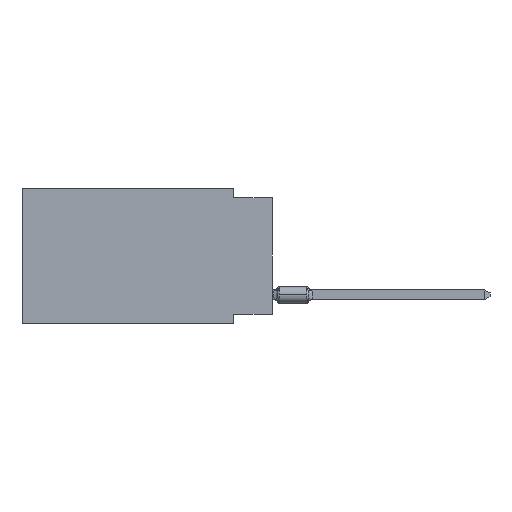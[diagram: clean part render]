
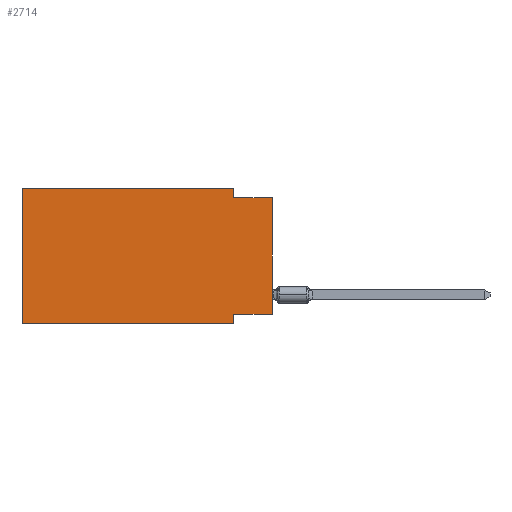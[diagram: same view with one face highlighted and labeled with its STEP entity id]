
A CAD part, left-side view. The second image highlights one B-rep face of the part: STEP entity #2714.
In plain terms, the highlighted planar face has unit normal (-1, 0, 0).
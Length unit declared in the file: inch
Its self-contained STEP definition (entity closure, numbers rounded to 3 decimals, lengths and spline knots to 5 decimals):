
#360 = CARTESIAN_POINT ( 'NONE',  ( 0., 0.1, 0. ) ) ;
#705 = EDGE_CURVE ( 'NONE', #20158, #6343, #15755, .T. ) ;
#922 = CARTESIAN_POINT ( 'NONE',  ( 0., 0.1, -0.35 ) ) ;
#1245 = DIRECTION ( 'NONE',  ( 1., 0., 0. ) ) ;
#1440 = EDGE_LOOP ( 'NONE', ( #4865, #12445, #15671, #21469, #25167, #20917, #18168, #15162 ) ) ;
#1570 = EDGE_CURVE ( 'NONE', #20158, #8232, #3697, .T. ) ;
#1645 = DIRECTION ( 'NONE',  ( 0., -1., 0. ) ) ;
#2325 = VERTEX_POINT ( 'NONE', #7426 ) ;
#2714 = ADVANCED_FACE ( 'NONE', ( #14839 ), #22833, .F. ) ;
#3023 = DIRECTION ( 'NONE',  ( 0., -1., 0. ) ) ;
#3154 = VECTOR ( 'NONE', #3023, 39.37008 ) ;
#3697 = LINE ( 'NONE', #3820, #21648 ) ;
#3733 = CARTESIAN_POINT ( 'NONE',  ( 0., 0., -0.025 ) ) ;
#3820 = CARTESIAN_POINT ( 'NONE',  ( 0., 0.645, -0.35 ) ) ;
#3860 = DIRECTION ( 'NONE',  ( 0., 0., 1. ) ) ;
#4304 = LINE ( 'NONE', #360, #21264 ) ;
#4865 = ORIENTED_EDGE ( 'NONE', *, *, #9093, .T. ) ;
#5368 = AXIS2_PLACEMENT_3D ( 'NONE', #16556, #1245, #13536 ) ;
#5527 = VERTEX_POINT ( 'NONE', #25429 ) ;
#5823 = CARTESIAN_POINT ( 'NONE',  ( 0., 0.645, 0. ) ) ;
#6134 = DIRECTION ( 'NONE',  ( 0., 0., -1. ) ) ;
#6343 = VERTEX_POINT ( 'NONE', #12754 ) ;
#7426 = CARTESIAN_POINT ( 'NONE',  ( 0., 0., -0.325 ) ) ;
#7895 = LINE ( 'NONE', #8150, #15517 ) ;
#8150 = CARTESIAN_POINT ( 'NONE',  ( 0., 0., -0.325 ) ) ;
#8232 = VERTEX_POINT ( 'NONE', #922 ) ;
#8909 = CARTESIAN_POINT ( 'NONE',  ( 0., 0.1, -0.35 ) ) ;
#9093 = EDGE_CURVE ( 'NONE', #2325, #17374, #25254, .T. ) ;
#9406 = VERTEX_POINT ( 'NONE', #22382 ) ;
#10656 = EDGE_CURVE ( 'NONE', #6343, #18813, #21149, .T. ) ;
#10870 = DIRECTION ( 'NONE',  ( 0., 0., -1. ) ) ;
#11418 = VECTOR ( 'NONE', #3860, 39.37008 ) ;
#12445 = ORIENTED_EDGE ( 'NONE', *, *, #21663, .F. ) ;
#12754 = CARTESIAN_POINT ( 'NONE',  ( 0., 0.645, 0. ) ) ;
#12970 = CARTESIAN_POINT ( 'NONE',  ( 0., 0., 0. ) ) ;
#13536 = DIRECTION ( 'NONE',  ( 0., 0., -1. ) ) ;
#14789 = LINE ( 'NONE', #8909, #16768 ) ;
#14799 = LINE ( 'NONE', #15180, #3154 ) ;
#14839 = FACE_OUTER_BOUND ( 'NONE', #1440, .T. ) ;
#15162 = ORIENTED_EDGE ( 'NONE', *, *, #19065, .F. ) ;
#15180 = CARTESIAN_POINT ( 'NONE',  ( 0., 0., -0.025 ) ) ;
#15508 = VECTOR ( 'NONE', #1645, 39.37008 ) ;
#15517 = VECTOR ( 'NONE', #18344, 39.37008 ) ;
#15671 = ORIENTED_EDGE ( 'NONE', *, *, #24281, .F. ) ;
#15755 = LINE ( 'NONE', #5823, #11418 ) ;
#16556 = CARTESIAN_POINT ( 'NONE',  ( 0., 0.645, 0. ) ) ;
#16768 = VECTOR ( 'NONE', #10870, 39.37008 ) ;
#17374 = VERTEX_POINT ( 'NONE', #3733 ) ;
#18168 = ORIENTED_EDGE ( 'NONE', *, *, #19216, .F. ) ;
#18344 = DIRECTION ( 'NONE',  ( 0., 1., 0. ) ) ;
#18499 = CARTESIAN_POINT ( 'NONE',  ( 0., 0.1, 0. ) ) ;
#18813 = VERTEX_POINT ( 'NONE', #18499 ) ;
#19065 = EDGE_CURVE ( 'NONE', #2325, #5527, #7895, .T. ) ;
#19216 = EDGE_CURVE ( 'NONE', #5527, #8232, #14789, .T. ) ;
#19568 = CARTESIAN_POINT ( 'NONE',  ( 0., 0.645, 0. ) ) ;
#20158 = VERTEX_POINT ( 'NONE', #22847 ) ;
#20917 = ORIENTED_EDGE ( 'NONE', *, *, #1570, .T. ) ;
#21149 = LINE ( 'NONE', #19568, #15508 ) ;
#21264 = VECTOR ( 'NONE', #6134, 39.37008 ) ;
#21469 = ORIENTED_EDGE ( 'NONE', *, *, #10656, .F. ) ;
#21648 = VECTOR ( 'NONE', #25521, 39.37008 ) ;
#21663 = EDGE_CURVE ( 'NONE', #9406, #17374, #14799, .T. ) ;
#22382 = CARTESIAN_POINT ( 'NONE',  ( 0., 0.1, -0.025 ) ) ;
#22833 = PLANE ( 'NONE',  #5368 ) ;
#22847 = CARTESIAN_POINT ( 'NONE',  ( 0., 0.645, -0.35 ) ) ;
#22919 = DIRECTION ( 'NONE',  ( 0., 0., 1. ) ) ;
#24281 = EDGE_CURVE ( 'NONE', #18813, #9406, #4304, .T. ) ;
#25167 = ORIENTED_EDGE ( 'NONE', *, *, #705, .F. ) ;
#25189 = VECTOR ( 'NONE', #22919, 39.37008 ) ;
#25254 = LINE ( 'NONE', #12970, #25189 ) ;
#25429 = CARTESIAN_POINT ( 'NONE',  ( 0., 0.1, -0.325 ) ) ;
#25521 = DIRECTION ( 'NONE',  ( 0., -1., 0. ) ) ;
